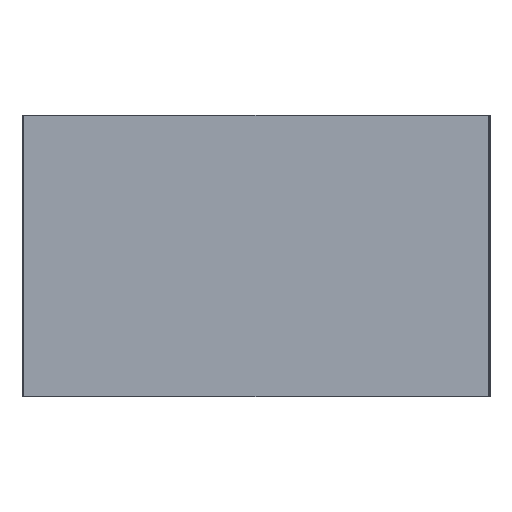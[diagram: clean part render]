
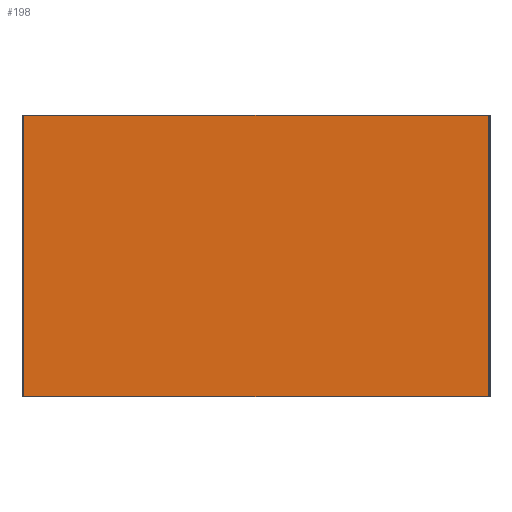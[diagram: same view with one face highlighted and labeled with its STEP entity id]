
A CAD part, front view. The second image highlights one B-rep face of the part: STEP entity #198.
In plain terms, the highlighted planar face has unit normal (0, -1, 0).
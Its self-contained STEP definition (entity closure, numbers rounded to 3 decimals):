
#16 = CARTESIAN_POINT ( 'NONE',  ( 250.75, -0.75, 152. ) ) ;
#18 = CARTESIAN_POINT ( 'NONE',  ( 250.75, -0.75, 152. ) ) ;
#22 = LINE ( 'NONE', #571, #252 ) ;
#79 = DIRECTION ( 'NONE',  ( 0., 0., -1. ) ) ;
#99 = CARTESIAN_POINT ( 'NONE',  ( -250.75, -0.75, 152. ) ) ;
#104 = VERTEX_POINT ( 'NONE', #526 ) ;
#119 = VECTOR ( 'NONE', #141, 1000. ) ;
#139 = ORIENTED_EDGE ( 'NONE', *, *, #510, .T. ) ;
#141 = DIRECTION ( 'NONE',  ( -1., 0., 0. ) ) ;
#145 = VECTOR ( 'NONE', #79, 1000. ) ;
#149 = CARTESIAN_POINT ( 'NONE',  ( 252.5, -0.75, 152. ) ) ;
#165 = ORIENTED_EDGE ( 'NONE', *, *, #490, .F. ) ;
#177 = FACE_OUTER_BOUND ( 'NONE', #178, .T. ) ;
#178 = EDGE_LOOP ( 'NONE', ( #165, #181, #139, #465 ) ) ;
#181 = ORIENTED_EDGE ( 'NONE', *, *, #373, .F. ) ;
#198 = ADVANCED_FACE ( 'NONE', ( #177 ), #524, .T. ) ;
#205 = CARTESIAN_POINT ( 'NONE',  ( 252.5, -0.75, -152. ) ) ;
#206 = DIRECTION ( 'NONE',  ( -1., 0., 0. ) ) ;
#222 = DIRECTION ( 'NONE',  ( 0., -1., 0. ) ) ;
#252 = VECTOR ( 'NONE', #579, 1000. ) ;
#271 = CARTESIAN_POINT ( 'NONE',  ( 250.75, -0.75, -152. ) ) ;
#281 = CARTESIAN_POINT ( 'NONE',  ( 252.5, -0.75, 152. ) ) ;
#343 = DIRECTION ( 'NONE',  ( 0., 0., -1. ) ) ;
#373 = EDGE_CURVE ( 'NONE', #616, #386, #603, .T. ) ;
#386 = VERTEX_POINT ( 'NONE', #271 ) ;
#406 = LINE ( 'NONE', #205, #586 ) ;
#420 = AXIS2_PLACEMENT_3D ( 'NONE', #281, #222, #343 ) ;
#423 = EDGE_CURVE ( 'NONE', #530, #104, #22, .T. ) ;
#465 = ORIENTED_EDGE ( 'NONE', *, *, #423, .T. ) ;
#490 = EDGE_CURVE ( 'NONE', #386, #104, #406, .T. ) ;
#510 = EDGE_CURVE ( 'NONE', #616, #530, #582, .T. ) ;
#524 = PLANE ( 'NONE',  #420 ) ;
#526 = CARTESIAN_POINT ( 'NONE',  ( -250.75, -0.75, -152. ) ) ;
#530 = VERTEX_POINT ( 'NONE', #99 ) ;
#571 = CARTESIAN_POINT ( 'NONE',  ( -250.75, -0.75, 152. ) ) ;
#579 = DIRECTION ( 'NONE',  ( 0., 0., -1. ) ) ;
#582 = LINE ( 'NONE', #149, #119 ) ;
#586 = VECTOR ( 'NONE', #206, 1000. ) ;
#603 = LINE ( 'NONE', #18, #145 ) ;
#616 = VERTEX_POINT ( 'NONE', #16 ) ;
